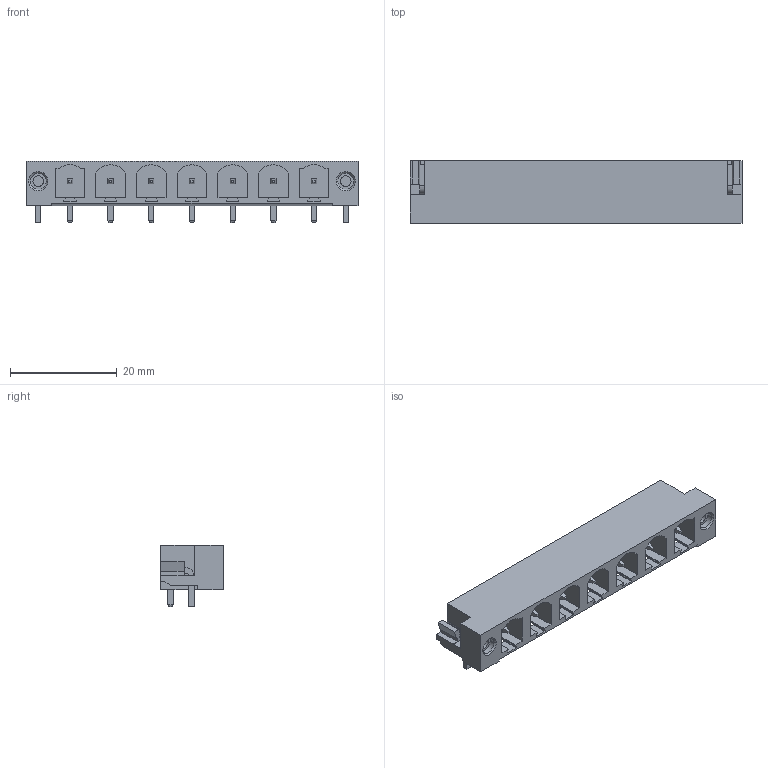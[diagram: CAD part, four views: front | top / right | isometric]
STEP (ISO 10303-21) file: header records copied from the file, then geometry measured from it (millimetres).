
FILE_DESCRIPTION(('CATIA V5 STEP Exchange','CAx-IF Rec.Pracs.--- Model Styling and Organization---1.2---2011-12-15'),'2;1');
FILE_NAME ('D1387694_2_1472660000_1472660000.stp','2018-11-15T17:12:39+00:00',('none'),('Weidmueller'),'CATIA Version 5-6 Release 2014','CATIA V5 STEP AP214','none');
FILE_SCHEMA(('AUTOMOTIVE_DESIGN { 1 0 10303 214 1 1 1 1 }'));
Length unit declared in the file: millimetre
Products named in the file (1): 1472660000
Bounding box: 62.2 x 11.75 x 11.6 mm (x, y, z)
Volume: 3744.6 mm3; surface area: 5234.5 mm2
Topology: 12 solids, 12 shells, 417 faces, 1113 edges, 716 vertices
Faces by surface type: plane 358, cylinder 55, cone 4
Entity records: 11348 total; most frequent: ORIENTED_EDGE 2226, CARTESIAN_POINT 2010, DIRECTION 1449, EDGE_CURVE 1057, VECTOR 907, LINE 907, VERTEX_POINT 660, EDGE_LOOP 449
